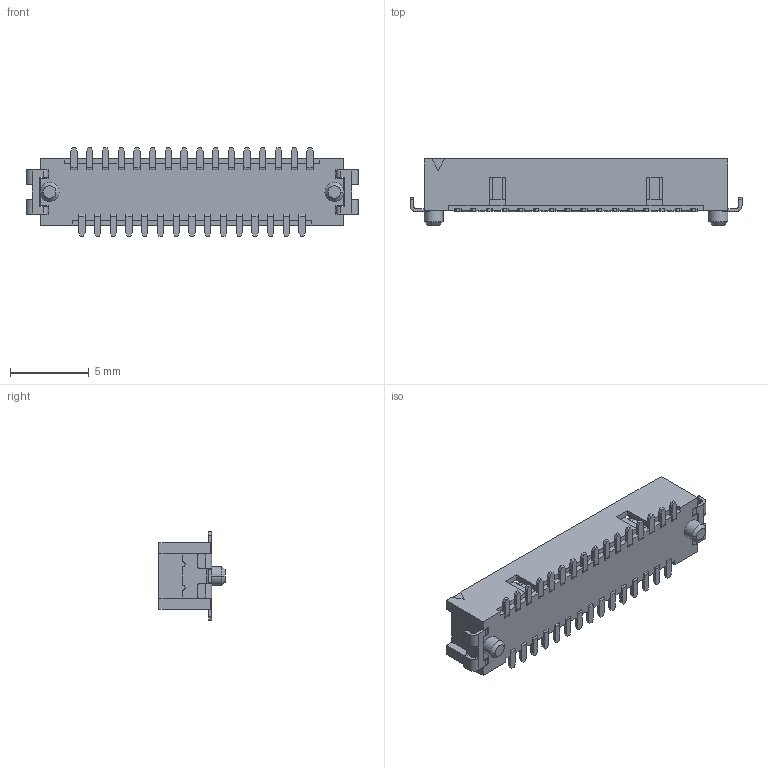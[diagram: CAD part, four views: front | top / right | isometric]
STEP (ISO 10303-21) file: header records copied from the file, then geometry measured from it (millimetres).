
FILE_DESCRIPTION (( 'STEP AP214' ), '1' );
FILE_NAME ('FBB10003-M31S3013W5M-REF.STEP', '2024-11-04T03:25:12', ( '' ), ( '' ), 'SwSTEP 2.0', 'SolidWorks 2021', '' );
FILE_SCHEMA (( 'AUTOMOTIVE_DESIGN' ));
Length unit declared in the file: millimetre
Products named in the file (1): FBB10003-M31S3013W5M-REF
Bounding box: 21.1 x 4.2 x 5.6 mm (x, y, z)
Volume: 148 mm3; surface area: 768.8 mm2
Topology: 1 solids, 1 shells, 1288 faces, 3774 edges, 2464 vertices
Faces by surface type: plane 1013, cylinder 269, cone 6
Entity records: 42514 total; most frequent: CARTESIAN_POINT 7941, ORIENTED_EDGE 7548, DIRECTION 6789, EDGE_CURVE 3774, LINE 3079, VECTOR 3079, VERTEX_POINT 2464, AXIS2_PLACEMENT_3D 1855
